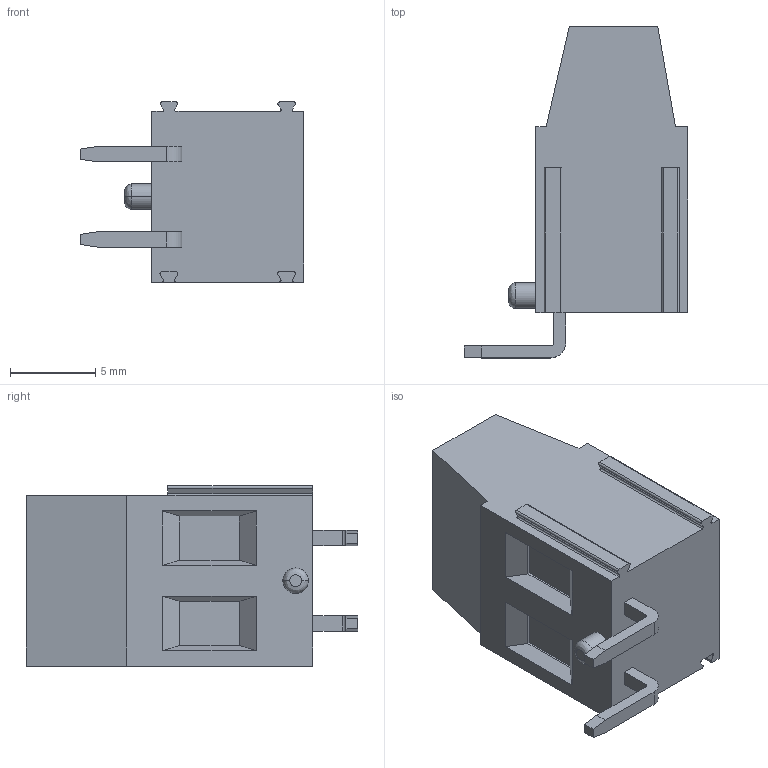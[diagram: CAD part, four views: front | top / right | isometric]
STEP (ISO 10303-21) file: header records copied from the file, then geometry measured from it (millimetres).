
FILE_DESCRIPTION((''),'2;1');
FILE_NAME('PRT0050','2024-11-02T',('yanfa'),(''),'PRO/ENGINEER BY PARAMETRIC TECHNOLOGY CORPORATION, 2009280','PRO/ENGINEER BY PARAMETRIC TECHNOLOGY CORPORATION, 2009280','');
FILE_SCHEMA(('AUTOMOTIVE_DESIGN_CC2 { 1 2 10303 214 -1 1 5 2 }'));
Length unit declared in the file: millimetre
Products named in the file (1): PRT0050
Bounding box: 13.1 x 19.45 x 10.56 mm (x, y, z)
Volume: 1283.5 mm3; surface area: 1004 mm2
Topology: 1 solids, 1 shells, 127 faces, 322 edges, 206 vertices
Faces by surface type: plane 75, cylinder 38, cone 8, torus 4, bspline 2
Entity records: 3914 total; most frequent: CARTESIAN_POINT 773, DIRECTION 656, ORIENTED_EDGE 644, EDGE_CURVE 322, VECTOR 222, LINE 222, AXIS2_PLACEMENT_3D 217, VERTEX_POINT 206
